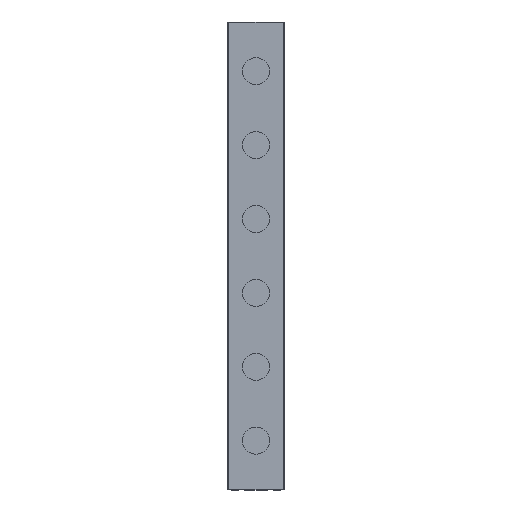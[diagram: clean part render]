
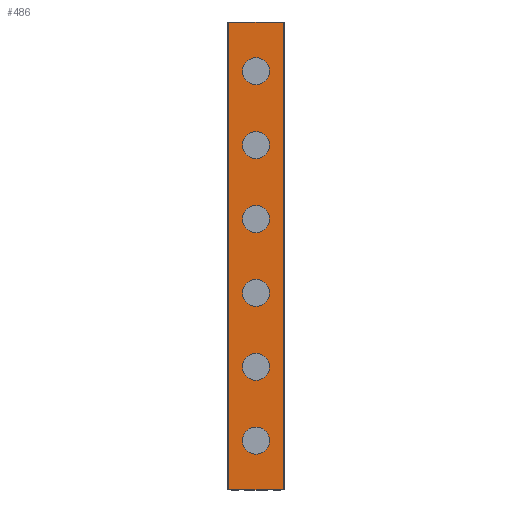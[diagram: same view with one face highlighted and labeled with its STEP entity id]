
A CAD part, top view. The second image highlights one B-rep face of the part: STEP entity #486.
In plain terms, the highlighted planar face has unit normal (0, 0, 1).
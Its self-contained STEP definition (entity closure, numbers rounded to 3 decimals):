
#486=ADVANCED_FACE('',(#1007,#1008,#1009,#1010,#1011,#1012,#1013),#1014,.T.);
#1007=FACE_BOUND('',#1550,.T.);
#1008=FACE_BOUND('',#1551,.T.);
#1009=FACE_BOUND('',#1552,.T.);
#1010=FACE_BOUND('',#1553,.T.);
#1011=FACE_BOUND('',#1554,.T.);
#1012=FACE_BOUND('',#1555,.T.);
#1013=FACE_OUTER_BOUND('',#1556,.T.);
#1014=PLANE('',#1557);
#1550=EDGE_LOOP('',(#2982,#2983));
#1551=EDGE_LOOP('',(#2984,#2985));
#1552=EDGE_LOOP('',(#2986,#2987));
#1553=EDGE_LOOP('',(#2988,#2989));
#1554=EDGE_LOOP('',(#2990,#2991));
#1555=EDGE_LOOP('',(#2992,#2993));
#1556=EDGE_LOOP('',(#2994,#2995,#2996,#2997));
#1557=AXIS2_PLACEMENT_3D('',#2998,#2999,#3000);
#2982=ORIENTED_EDGE('',*,*,#3259,.T.);
#2983=ORIENTED_EDGE('',*,*,#3675,.T.);
#2984=ORIENTED_EDGE('',*,*,#3249,.T.);
#2985=ORIENTED_EDGE('',*,*,#3681,.T.);
#2986=ORIENTED_EDGE('',*,*,#3239,.T.);
#2987=ORIENTED_EDGE('',*,*,#3687,.T.);
#2988=ORIENTED_EDGE('',*,*,#3229,.T.);
#2989=ORIENTED_EDGE('',*,*,#3693,.T.);
#2990=ORIENTED_EDGE('',*,*,#3219,.T.);
#2991=ORIENTED_EDGE('',*,*,#3699,.T.);
#2992=ORIENTED_EDGE('',*,*,#3209,.T.);
#2993=ORIENTED_EDGE('',*,*,#3705,.T.);
#2994=ORIENTED_EDGE('',*,*,#3648,.T.);
#2995=ORIENTED_EDGE('',*,*,#3764,.F.);
#2996=ORIENTED_EDGE('',*,*,#3509,.T.);
#2997=ORIENTED_EDGE('',*,*,#3762,.T.);
#2998=CARTESIAN_POINT('',(0.,190.0,23.6));
#2999=DIRECTION('',(0.0,0.0,1.0));
#3000=DIRECTION('',(-1.0,0.0,0.0));
#3209=EDGE_CURVE('',#3828,#3825,#3829,.T.);
#3219=EDGE_CURVE('',#3846,#3843,#3847,.T.);
#3229=EDGE_CURVE('',#3864,#3861,#3865,.T.);
#3239=EDGE_CURVE('',#3882,#3879,#3883,.T.);
#3249=EDGE_CURVE('',#3900,#3897,#3901,.T.);
#3259=EDGE_CURVE('',#3918,#3915,#3919,.T.);
#3509=EDGE_CURVE('',#4297,#4295,#4298,.T.);
#3648=EDGE_CURVE('',#4530,#4528,#4531,.T.);
#3675=EDGE_CURVE('',#3915,#3918,#4582,.T.);
#3681=EDGE_CURVE('',#3897,#3900,#4588,.T.);
#3687=EDGE_CURVE('',#3879,#3882,#4594,.T.);
#3693=EDGE_CURVE('',#3861,#3864,#4600,.T.);
#3699=EDGE_CURVE('',#3843,#3846,#4606,.T.);
#3705=EDGE_CURVE('',#3825,#3828,#4612,.T.);
#3762=EDGE_CURVE('',#4295,#4530,#4669,.T.);
#3764=EDGE_CURVE('',#4297,#4528,#4671,.T.);
#3825=VERTEX_POINT('',#4734);
#3828=VERTEX_POINT('',#4738);
#3829=CIRCLE('',#4739,5.5);
#3843=VERTEX_POINT('',#4756);
#3846=VERTEX_POINT('',#4760);
#3847=CIRCLE('',#4761,5.5);
#3861=VERTEX_POINT('',#4778);
#3864=VERTEX_POINT('',#4782);
#3865=CIRCLE('',#4783,5.5);
#3879=VERTEX_POINT('',#4800);
#3882=VERTEX_POINT('',#4804);
#3883=CIRCLE('',#4805,5.5);
#3897=VERTEX_POINT('',#4822);
#3900=VERTEX_POINT('',#4826);
#3901=CIRCLE('',#4827,5.5);
#3915=VERTEX_POINT('',#4844);
#3918=VERTEX_POINT('',#4848);
#3919=CIRCLE('',#4849,5.5);
#4295=VERTEX_POINT('',#5368);
#4297=VERTEX_POINT('',#5371);
#4298=LINE('',#5372,#5373);
#4528=VERTEX_POINT('',#5698);
#4530=VERTEX_POINT('',#5701);
#4531=LINE('',#5702,#5703);
#4582=CIRCLE('',#5770,5.5);
#4588=CIRCLE('',#5776,5.5);
#4594=CIRCLE('',#5782,5.5);
#4600=CIRCLE('',#5788,5.5);
#4606=CIRCLE('',#5794,5.5);
#4612=CIRCLE('',#5800,5.5);
#4669=LINE('',#5883,#5884);
#4671=LINE('',#5886,#5887);
#4734=CARTESIAN_POINT('',(5.5,20.0,23.6));
#4738=CARTESIAN_POINT('',(-5.5,20.0,23.6));
#4739=AXIS2_PLACEMENT_3D('',#5971,#5972,#5973);
#4756=CARTESIAN_POINT('',(5.5,50.0,23.6));
#4760=CARTESIAN_POINT('',(-5.5,50.0,23.6));
#4761=AXIS2_PLACEMENT_3D('',#5987,#5988,#5989);
#4778=CARTESIAN_POINT('',(5.5,80.0,23.6));
#4782=CARTESIAN_POINT('',(-5.5,80.0,23.6));
#4783=AXIS2_PLACEMENT_3D('',#6003,#6004,#6005);
#4800=CARTESIAN_POINT('',(5.5,110.0,23.6));
#4804=CARTESIAN_POINT('',(-5.5,110.0,23.6));
#4805=AXIS2_PLACEMENT_3D('',#6019,#6020,#6021);
#4822=CARTESIAN_POINT('',(5.5,140.0,23.6));
#4826=CARTESIAN_POINT('',(-5.5,140.0,23.6));
#4827=AXIS2_PLACEMENT_3D('',#6035,#6036,#6037);
#4844=CARTESIAN_POINT('',(5.5,170.0,23.6));
#4848=CARTESIAN_POINT('',(-5.5,170.0,23.6));
#4849=AXIS2_PLACEMENT_3D('',#6051,#6052,#6053);
#5368=CARTESIAN_POINT('',(-11.1,190.0,23.6));
#5371=CARTESIAN_POINT('',(11.1,190.0,23.6));
#5372=CARTESIAN_POINT('',(11.1,190.0,23.6));
#5373=VECTOR('',#6318,1.0);
#5698=CARTESIAN_POINT('',(11.1,0.0,23.6));
#5701=CARTESIAN_POINT('',(-11.1,0.0,23.6));
#5702=CARTESIAN_POINT('',(11.1,0.0,23.6));
#5703=VECTOR('',#6469,1.0);
#5770=AXIS2_PLACEMENT_3D('',#6513,#6514,#6515);
#5776=AXIS2_PLACEMENT_3D('',#6522,#6523,#6524);
#5782=AXIS2_PLACEMENT_3D('',#6531,#6532,#6533);
#5788=AXIS2_PLACEMENT_3D('',#6540,#6541,#6542);
#5794=AXIS2_PLACEMENT_3D('',#6549,#6550,#6551);
#5800=AXIS2_PLACEMENT_3D('',#6558,#6559,#6560);
#5883=CARTESIAN_POINT('',(-11.1,190.0,23.6));
#5884=VECTOR('',#6593,1.0);
#5886=CARTESIAN_POINT('',(11.1,190.0,23.6));
#5887=VECTOR('',#6594,1.0);
#5971=CARTESIAN_POINT('',(0.0,20.0,23.6));
#5972=DIRECTION('',(0.0,0.0,-1.0));
#5973=DIRECTION('',(1.0,0.0,0.0));
#5987=CARTESIAN_POINT('',(0.0,50.0,23.6));
#5988=DIRECTION('',(0.0,0.0,-1.0));
#5989=DIRECTION('',(1.0,0.0,0.0));
#6003=CARTESIAN_POINT('',(0.0,80.0,23.6));
#6004=DIRECTION('',(0.0,0.0,-1.0));
#6005=DIRECTION('',(1.0,0.0,0.0));
#6019=CARTESIAN_POINT('',(0.0,110.0,23.6));
#6020=DIRECTION('',(0.0,0.0,-1.0));
#6021=DIRECTION('',(1.0,0.0,0.0));
#6035=CARTESIAN_POINT('',(0.0,140.0,23.6));
#6036=DIRECTION('',(0.0,0.0,-1.0));
#6037=DIRECTION('',(1.0,0.0,0.0));
#6051=CARTESIAN_POINT('',(0.0,170.0,23.6));
#6052=DIRECTION('',(0.0,0.0,-1.0));
#6053=DIRECTION('',(1.0,0.0,0.0));
#6318=DIRECTION('',(-1.0,0.0,0.0));
#6469=DIRECTION('',(1.0,0.0,0.0));
#6513=CARTESIAN_POINT('',(0.0,170.0,23.6));
#6514=DIRECTION('',(0.0,0.0,-1.0));
#6515=DIRECTION('',(1.0,0.0,0.0));
#6522=CARTESIAN_POINT('',(0.0,140.0,23.6));
#6523=DIRECTION('',(0.0,0.0,-1.0));
#6524=DIRECTION('',(1.0,0.0,0.0));
#6531=CARTESIAN_POINT('',(0.0,110.0,23.6));
#6532=DIRECTION('',(0.0,0.0,-1.0));
#6533=DIRECTION('',(1.0,0.0,0.0));
#6540=CARTESIAN_POINT('',(0.0,80.0,23.6));
#6541=DIRECTION('',(0.0,0.0,-1.0));
#6542=DIRECTION('',(1.0,0.0,0.0));
#6549=CARTESIAN_POINT('',(0.0,50.0,23.6));
#6550=DIRECTION('',(0.0,0.0,-1.0));
#6551=DIRECTION('',(1.0,0.0,0.0));
#6558=CARTESIAN_POINT('',(0.0,20.0,23.6));
#6559=DIRECTION('',(0.0,0.0,-1.0));
#6560=DIRECTION('',(1.0,0.0,0.0));
#6593=DIRECTION('',(0.0,-1.0,0.0));
#6594=DIRECTION('',(0.0,-1.0,0.0));
